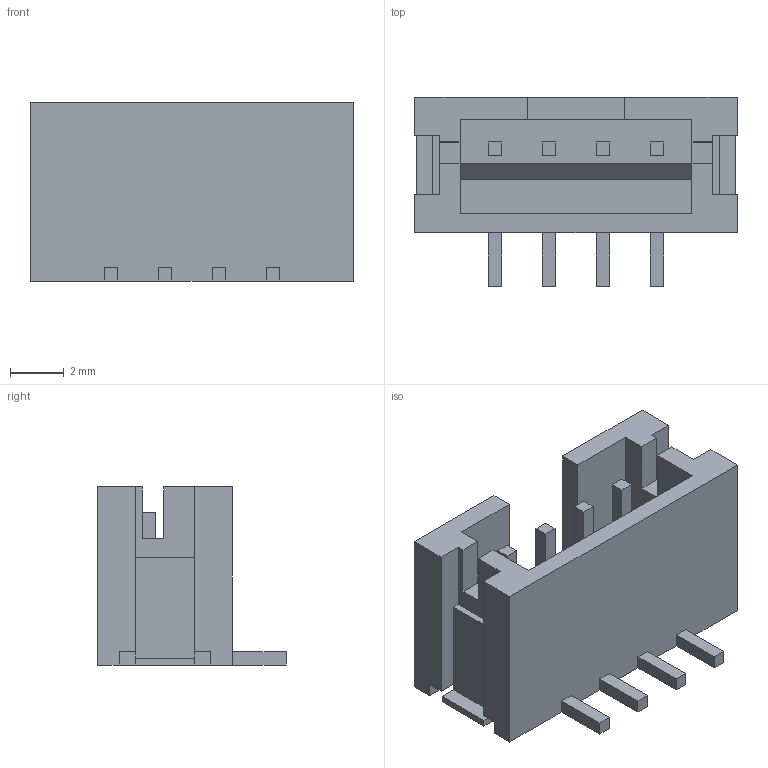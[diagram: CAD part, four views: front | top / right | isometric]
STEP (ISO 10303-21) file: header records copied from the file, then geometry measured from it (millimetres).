
FILE_DESCRIPTION(('FreeCAD Model'),'2;1');
FILE_NAME('JST_PH_S4B-PH-SM4-TB_1x04-1MP_P2.00mm_Horizontal.step','2018-12-19T02:47:37',('kicad StepUp'),( 'ksu MCAD'),'Open CASCADE STEP processor 7.3','FreeCAD','Unknown');
FILE_SCHEMA(('AUTOMOTIVE_DESIGN { 1 0 10303 214 1 1 1 1 }'));
Length unit declared in the file: millimetre
Products named in the file (1): JST_PH_S4B-PH-SM4-TB_1x04-1MP_P2.00mm_Horizontal
Bounding box: 11.95 x 7 x 6.6 mm (x, y, z)
Volume: 223.5 mm3; surface area: 500.9 mm2
Topology: 1 solids, 1 shells, 94 faces, 258 edges, 170 vertices
Faces by surface type: plane 94
Entity records: 3585 total; most frequent: CARTESIAN_POINT 523, ORIENTED_EDGE 516, DIRECTION 448, EDGE_CURVE 258, LINE 258, VECTOR 258, VERTEX_POINT 170, FACE_BOUND 98
